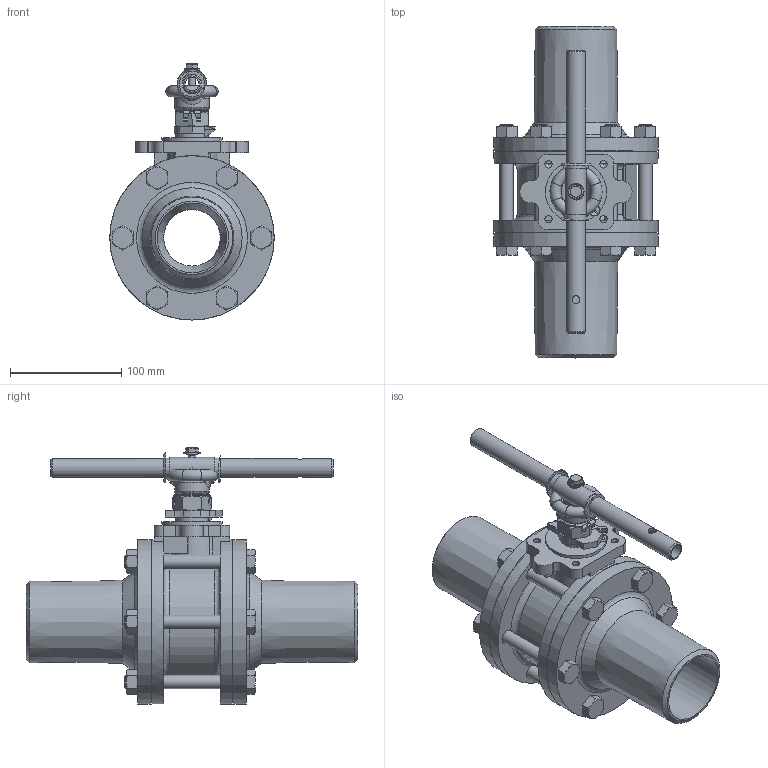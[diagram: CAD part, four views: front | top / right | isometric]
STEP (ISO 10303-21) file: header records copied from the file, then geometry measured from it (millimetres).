
FILE_DESCRIPTION(('FreeCAD Model'),'2;1');
FILE_NAME('Open CASCADE Shape Model','2021-08-23T09:47:34',('Author'),( ''),'Open CASCADE STEP processor 7.5','FreeCAD','Unknown');
FILE_SCHEMA(('AUTOMOTIVE_DESIGN { 1 0 10303 214 1 1 1 1 }'));
Length unit declared in the file: millimetre
Products named in the file (1): GA-A459-25-BWA-W-A-1_Long001
Bounding box: 148 x 298.93 x 230.59 mm (x, y, z)
Volume: 1607716.3 mm3; surface area: 350362.3 mm2
Topology: 22 solids, 23 shells, 596 faces, 1448 edges, 888 vertices
Faces by surface type: plane 247, cone 153, cylinder 129, bspline 33, torus 29, sphere 5
Full cylindrical faces by diameter (mm): 4.917 x2, 6 x1, 6.647 x4, 7 x5, 10.106 x6, 12 x6, 12.48 x1, 12.9 x24, 17.1 x1, 17.75 x2, 18.376 x1, 19 x1, 27 x1, 29.075 x1, 31 x1, 50.9 x2, 52.4 x1, 54.93 x1, 62.681 x2, 110 x2, 148 x4
Entity records: 51289 total; most frequent: CARTESIAN_POINT 24684, DIRECTION 4502, ORIENTED_EDGE 2848, PCURVE 2848, DEFINITIONAL_REPRESENTATION 2848, LINE 2150, VECTOR 2150, EDGE_CURVE 1424
